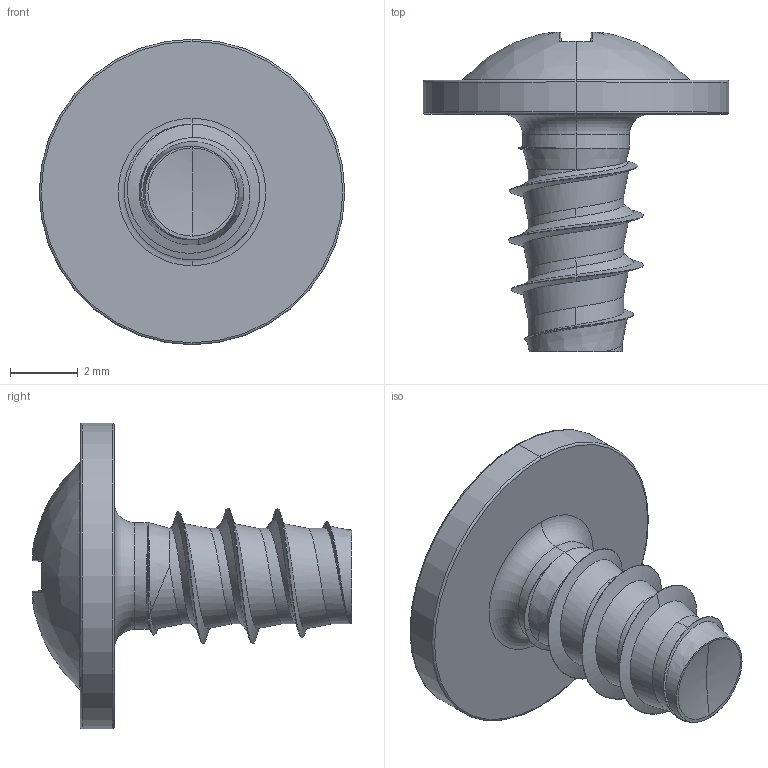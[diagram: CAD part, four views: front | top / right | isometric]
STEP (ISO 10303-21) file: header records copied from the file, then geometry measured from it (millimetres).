
FILE_DESCRIPTION (( 'STEP AP203' ), '1' );
FILE_NAME ('STP210400070.STEP', '2017-08-14T17:29:22', ( '' ), ( '' ), 'SwSTEP 2.0', 'SolidWorks 2015', '' );
FILE_SCHEMA (( 'CONFIG_CONTROL_DESIGN' ));
Length unit declared in the file: millimetre
Products named in the file (1): STP210400070
Bounding box: 9 x 9.42 x 9 mm (x, y, z)
Volume: 135.1 mm3; surface area: 263.5 mm2
Topology: 1 solids, 1 shells, 178 faces, 416 edges, 241 vertices
Faces by surface type: bspline 55, cylinder 34, plane 31, torus 30, sphere 20, cone 8
Entity records: 14552 total; most frequent: CARTESIAN_POINT 10844, ORIENTED_EDGE 828, DIRECTION 700, EDGE_CURVE 414, AXIS2_PLACEMENT_3D 311, VERTEX_POINT 241, CIRCLE 187, EDGE_LOOP 181
